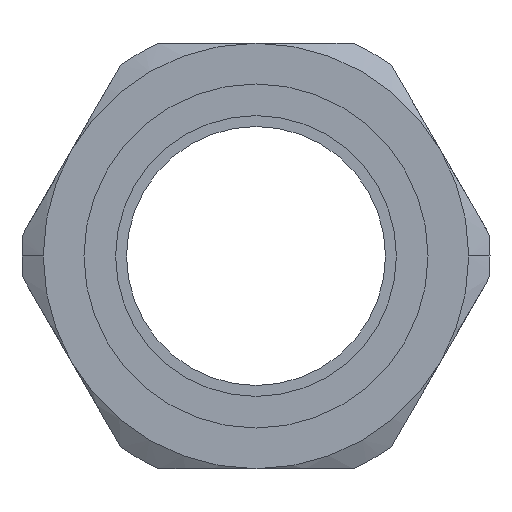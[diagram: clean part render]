
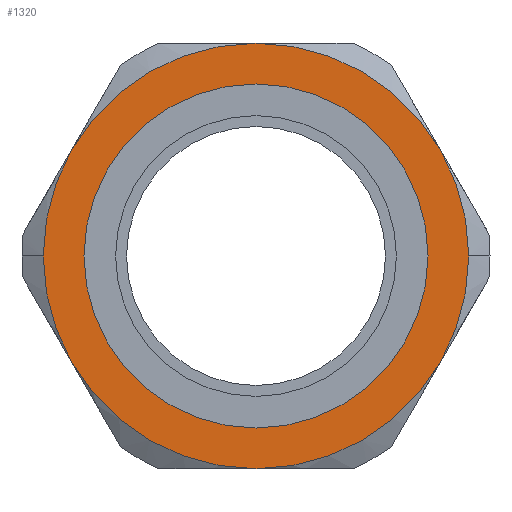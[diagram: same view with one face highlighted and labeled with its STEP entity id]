
A CAD part, front view. The second image highlights one B-rep face of the part: STEP entity #1320.
In plain terms, the highlighted face is planar.
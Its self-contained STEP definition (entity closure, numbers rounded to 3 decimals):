
#530=CARTESIAN_POINT('',(14.15,0.,7.5));
#540=VERTEX_POINT('',#530);
#620=CARTESIAN_POINT('',(-14.15,0.,7.5));
#630=VERTEX_POINT('',#620);
#660=CARTESIAN_POINT('',(0.,0.,7.5));
#670=DIRECTION('',(0.,0.,-1.));
#680=DIRECTION('',(-1.,0.,0.));
#690=AXIS2_PLACEMENT_3D('',#660,#670,#680);
#700=CIRCLE('',#690,14.15);
#710=EDGE_CURVE('',#540,#630,#700,.T.);
#830=CARTESIAN_POINT('',(-13.65,0.,7.5));
#840=DIRECTION('',(-0.,0.,1.));
#850=DIRECTION('',(1.,0.,0.));
#860=AXIS2_PLACEMENT_3D('',#830,#840,#850);
#870=PLANE('',#860);
#880=EDGE_CURVE('',#630,#540,#700,.T.);
#890=ORIENTED_EDGE('',*,*,#880,.F.);
#900=ORIENTED_EDGE('',*,*,#710,.F.);
#910=EDGE_LOOP('',(#900,#890));
#920=FACE_BOUND('',#910,.T.);
#930=CARTESIAN_POINT('',(0.,0.,7.5));
#940=DIRECTION('',(0.,0.,-1.));
#950=DIRECTION('',(-1.,0.,0.));
#960=AXIS2_PLACEMENT_3D('',#930,#940,#950);
#970=CIRCLE('',#960,17.5);
#980=CARTESIAN_POINT('',(-17.5,0.,7.5));
#990=VERTEX_POINT('',#980);
#1000=CARTESIAN_POINT('',(-15.155,8.75,7.5));
#1010=VERTEX_POINT('',#1000);
#1020=EDGE_CURVE('',#990,#1010,#970,.T.);
#1030=ORIENTED_EDGE('',*,*,#1020,.T.);
#1040=CARTESIAN_POINT('',(-15.155,-8.75,7.5));
#1050=VERTEX_POINT('',#1040);
#1060=EDGE_CURVE('',#1050,#990,#970,.T.);
#1070=ORIENTED_EDGE('',*,*,#1060,.T.);
#1080=CARTESIAN_POINT('',(0.,-17.5,7.5));
#1090=VERTEX_POINT('',#1080);
#1100=EDGE_CURVE('',#1090,#1050,#970,.T.);
#1110=ORIENTED_EDGE('',*,*,#1100,.T.);
#1120=CARTESIAN_POINT('',(15.155,-8.75,7.5));
#1130=VERTEX_POINT('',#1120);
#1140=EDGE_CURVE('',#1130,#1090,#970,.T.);
#1150=ORIENTED_EDGE('',*,*,#1140,.T.);
#1160=CARTESIAN_POINT('',(17.5,0.,7.5));
#1170=VERTEX_POINT('',#1160);
#1180=EDGE_CURVE('',#1170,#1130,#970,.T.);
#1190=ORIENTED_EDGE('',*,*,#1180,.T.);
#1200=CARTESIAN_POINT('',(15.155,8.75,7.5));
#1210=VERTEX_POINT('',#1200);
#1220=EDGE_CURVE('',#1210,#1170,#970,.T.);
#1230=ORIENTED_EDGE('',*,*,#1220,.T.);
#1240=CARTESIAN_POINT('',(0.,17.5,7.5));
#1250=VERTEX_POINT('',#1240);
#1260=EDGE_CURVE('',#1250,#1210,#970,.T.);
#1270=ORIENTED_EDGE('',*,*,#1260,.T.);
#1280=EDGE_CURVE('',#1010,#1250,#970,.T.);
#1290=ORIENTED_EDGE('',*,*,#1280,.T.);
#1300=EDGE_LOOP('',(#1290,#1270,#1230,#1190,#1150,#1110,#1070,#1030));
#1310=FACE_OUTER_BOUND('',#1300,.T.);
#1320=ADVANCED_FACE('',(#920,#1310),#870,.F.);
